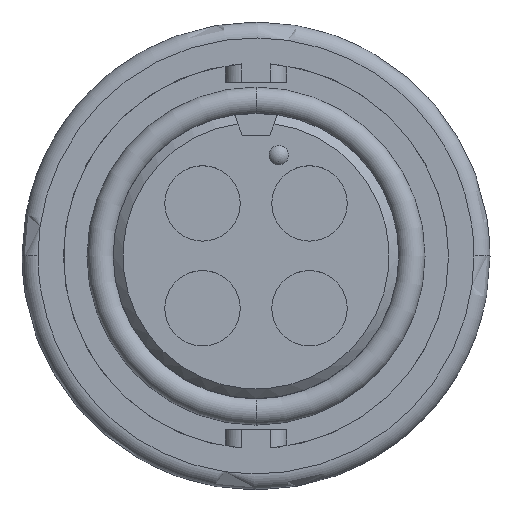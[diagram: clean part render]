
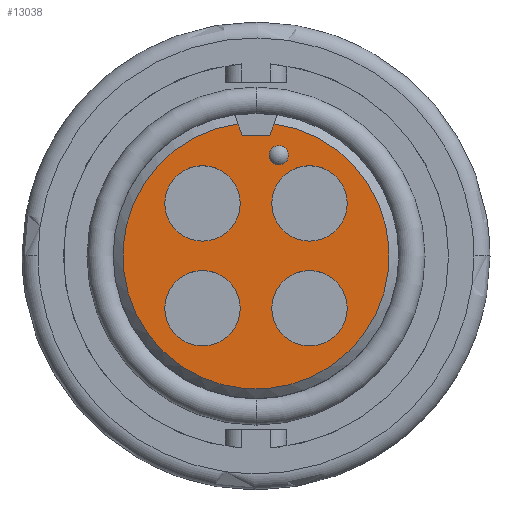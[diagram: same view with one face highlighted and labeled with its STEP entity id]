
A CAD part, top view. The second image highlights one B-rep face of the part: STEP entity #13038.
In plain terms, the highlighted planar face has unit normal (0, 0, 1).
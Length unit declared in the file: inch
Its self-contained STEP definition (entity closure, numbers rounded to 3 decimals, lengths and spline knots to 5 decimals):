
#41 = AXIS2_PLACEMENT_3D ( 'NONE', #2037, #2035, #2015 ) ;
#132 = VERTEX_POINT ( 'NONE', #12703 ) ;
#166 = ORIENTED_EDGE ( 'NONE', *, *, #8168, .F. ) ;
#308 = CARTESIAN_POINT ( 'NONE',  ( 0.02437, 0.18818, 0. ) ) ;
#381 = EDGE_LOOP ( 'NONE', ( #13421, #10106 ) ) ;
#392 = EDGE_CURVE ( 'NONE', #8264, #7132, #2967, .T. ) ;
#409 = CIRCLE ( 'NONE', #3821, 0.0705 ) ;
#411 = ORIENTED_EDGE ( 'NONE', *, *, #13750, .F. ) ;
#545 = EDGE_CURVE ( 'NONE', #8264, #10286, #5499, .T. ) ;
#642 = ORIENTED_EDGE ( 'NONE', *, *, #545, .T. ) ;
#662 = CARTESIAN_POINT ( 'NONE',  ( 0.1705, 0.098, 0. ) ) ;
#764 = CARTESIAN_POINT ( 'NONE',  ( 0.02581, 0.225, 0. ) ) ;
#836 = VERTEX_POINT ( 'NONE', #5739 ) ;
#948 = CIRCLE ( 'NONE', #10767, 0.0705 ) ;
#1021 = CIRCLE ( 'NONE', #9349, 0.0705 ) ;
#1156 = ORIENTED_EDGE ( 'NONE', *, *, #6401, .F. ) ;
#1240 = CARTESIAN_POINT ( 'NONE',  ( 0.03371, 0.24671, 0. ) ) ;
#1299 = CARTESIAN_POINT ( 'NONE',  ( 0.1, -0.098, 0. ) ) ;
#1392 = VERTEX_POINT ( 'NONE', #11313 ) ;
#1694 = EDGE_CURVE ( 'NONE', #2202, #12642, #5153, .T. ) ;
#1844 = EDGE_CURVE ( 'NONE', #5669, #10286, #7022, .T. ) ;
#1850 = VERTEX_POINT ( 'NONE', #2532 ) ;
#2015 = DIRECTION ( 'NONE',  ( -1., 0., 0. ) ) ;
#2035 = DIRECTION ( 'NONE',  ( 0., 0., 1. ) ) ;
#2037 = CARTESIAN_POINT ( 'NONE',  ( 0.1, -0.098, 0. ) ) ;
#2046 = AXIS2_PLACEMENT_3D ( 'NONE', #6138, #6118, #6108 ) ;
#2202 = VERTEX_POINT ( 'NONE', #13261 ) ;
#2206 = DIRECTION ( 'NONE',  ( 0., 0., 1. ) ) ;
#2221 = DIRECTION ( 'NONE',  ( -1., 0., 0. ) ) ;
#2395 = DIRECTION ( 'NONE',  ( -1., 0., 0. ) ) ;
#2406 = DIRECTION ( 'NONE',  ( 1., 0., 0. ) ) ;
#2410 = EDGE_CURVE ( 'NONE', #1850, #13299, #409, .T. ) ;
#2432 = AXIS2_PLACEMENT_3D ( 'NONE', #4967, #4950, #4935 ) ;
#2469 = CARTESIAN_POINT ( 'NONE',  ( 0., 0.225, 0. ) ) ;
#2532 = CARTESIAN_POINT ( 'NONE',  ( -0.0295, -0.098, 0. ) ) ;
#2533 = CARTESIAN_POINT ( 'NONE',  ( -0.1, -0.098, 0. ) ) ;
#2560 = VECTOR ( 'NONE', #11903, 39.37008 ) ;
#2582 = DIRECTION ( 'NONE',  ( 0., 0., -1. ) ) ;
#2758 = CARTESIAN_POINT ( 'NONE',  ( -0.02581, 0.225, 0. ) ) ;
#2850 = ORIENTED_EDGE ( 'NONE', *, *, #392, .F. ) ;
#2920 = EDGE_LOOP ( 'NONE', ( #6537, #10967 ) ) ;
#2967 = CIRCLE ( 'NONE', #7409, 0.249 ) ;
#3618 = DIRECTION ( 'NONE',  ( 0., 0., -1. ) ) ;
#3821 = AXIS2_PLACEMENT_3D ( 'NONE', #2533, #2206, #2221 ) ;
#4051 = EDGE_CURVE ( 'NONE', #8311, #1392, #13129, .T. ) ;
#4093 = DIRECTION ( 'NONE',  ( -0.342, -0.94, 0. ) ) ;
#4307 = ORIENTED_EDGE ( 'NONE', *, *, #1844, .F. ) ;
#4355 = FACE_BOUND ( 'NONE', #8236, .T. ) ;
#4630 = AXIS2_PLACEMENT_3D ( 'NONE', #6816, #3618, #11224 ) ;
#4935 = DIRECTION ( 'NONE',  ( -1., 0., 0. ) ) ;
#4945 = DIRECTION ( 'NONE',  ( -1., 0., 0. ) ) ;
#4950 = DIRECTION ( 'NONE',  ( 0., 0., 1. ) ) ;
#4961 = DIRECTION ( 'NONE',  ( 0., 0., 1. ) ) ;
#4967 = CARTESIAN_POINT ( 'NONE',  ( 0.04246, 0.18818, 0. ) ) ;
#4978 = CARTESIAN_POINT ( 'NONE',  ( 0.1, 0.098, 0. ) ) ;
#5153 = CIRCLE ( 'NONE', #2432, 0.01809 ) ;
#5230 = CARTESIAN_POINT ( 'NONE',  ( 0.02581, 0.225, 0. ) ) ;
#5499 = LINE ( 'NONE', #764, #13172 ) ;
#5669 = VERTEX_POINT ( 'NONE', #2758 ) ;
#5671 = ORIENTED_EDGE ( 'NONE', *, *, #10222, .F. ) ;
#5739 = CARTESIAN_POINT ( 'NONE',  ( 0.0295, -0.098, 0. ) ) ;
#5786 = CIRCLE ( 'NONE', #10228, 0.0705 ) ;
#6108 = DIRECTION ( 'NONE',  ( -1., 0., 0. ) ) ;
#6118 = DIRECTION ( 'NONE',  ( 0., 0., 1. ) ) ;
#6138 = CARTESIAN_POINT ( 'NONE',  ( -0.1, 0.098, 0. ) ) ;
#6184 = DIRECTION ( 'NONE',  ( -1., 0., 0. ) ) ;
#6210 = DIRECTION ( 'NONE',  ( 0., 0., 1. ) ) ;
#6216 = CARTESIAN_POINT ( 'NONE',  ( 0.04246, 0.18818, 0. ) ) ;
#6383 = DIRECTION ( 'NONE',  ( -1., 0., 0. ) ) ;
#6399 = DIRECTION ( 'NONE',  ( 0., 0., 1. ) ) ;
#6401 = EDGE_CURVE ( 'NONE', #9963, #13744, #5786, .T. ) ;
#6416 = CARTESIAN_POINT ( 'NONE',  ( -0.1, -0.098, 0. ) ) ;
#6436 = ORIENTED_EDGE ( 'NONE', *, *, #7675, .F. ) ;
#6535 = DIRECTION ( 'NONE',  ( -1., 0., 0. ) ) ;
#6537 = ORIENTED_EDGE ( 'NONE', *, *, #7607, .F. ) ;
#6564 = DIRECTION ( 'NONE',  ( 0., 0., 1. ) ) ;
#6579 = CARTESIAN_POINT ( 'NONE',  ( -0.1, 0.098, 0. ) ) ;
#6680 = VECTOR ( 'NONE', #2406, 39.37008 ) ;
#6800 = AXIS2_PLACEMENT_3D ( 'NONE', #8468, #13829, #13190 ) ;
#6816 = CARTESIAN_POINT ( 'NONE',  ( 0., 0., 0. ) ) ;
#6893 = FACE_BOUND ( 'NONE', #12764, .T. ) ;
#7008 = EDGE_CURVE ( 'NONE', #5669, #7132, #8024, .T. ) ;
#7022 = LINE ( 'NONE', #2469, #6680 ) ;
#7132 = VERTEX_POINT ( 'NONE', #10722 ) ;
#7409 = AXIS2_PLACEMENT_3D ( 'NONE', #9116, #2582, #10203 ) ;
#7607 = EDGE_CURVE ( 'NONE', #13299, #1850, #7851, .T. ) ;
#7675 = EDGE_CURVE ( 'NONE', #13744, #9963, #10386, .T. ) ;
#7797 = EDGE_CURVE ( 'NONE', #1392, #8311, #1021, .T. ) ;
#7851 = CIRCLE ( 'NONE', #12489, 0.0705 ) ;
#8013 = CIRCLE ( 'NONE', #41, 0.0705 ) ;
#8024 = LINE ( 'NONE', #11954, #2560 ) ;
#8069 = EDGE_LOOP ( 'NONE', ( #411, #166 ) ) ;
#8111 = CARTESIAN_POINT ( 'NONE',  ( -0.1705, 0.098, 0. ) ) ;
#8168 = EDGE_CURVE ( 'NONE', #132, #836, #8013, .T. ) ;
#8236 = EDGE_LOOP ( 'NONE', ( #1156, #6436 ) ) ;
#8264 = VERTEX_POINT ( 'NONE', #1240 ) ;
#8311 = VERTEX_POINT ( 'NONE', #662 ) ;
#8468 = CARTESIAN_POINT ( 'NONE',  ( 0.1, 0.098, 0. ) ) ;
#8487 = CARTESIAN_POINT ( 'NONE',  ( -0.1705, -0.098, 0. ) ) ;
#8758 = CARTESIAN_POINT ( 'NONE',  ( -0.0295, 0.098, 0. ) ) ;
#8911 = DIRECTION ( 'NONE',  ( 0., 0., 1. ) ) ;
#9003 = CIRCLE ( 'NONE', #13697, 0.01809 ) ;
#9116 = CARTESIAN_POINT ( 'NONE',  ( 0., 0., 0. ) ) ;
#9349 = AXIS2_PLACEMENT_3D ( 'NONE', #4978, #4961, #4945 ) ;
#9796 = FACE_BOUND ( 'NONE', #381, .T. ) ;
#9963 = VERTEX_POINT ( 'NONE', #8111 ) ;
#10106 = ORIENTED_EDGE ( 'NONE', *, *, #4051, .F. ) ;
#10132 = PLANE ( 'NONE',  #4630 ) ;
#10159 = FACE_OUTER_BOUND ( 'NONE', #11032, .T. ) ;
#10203 = DIRECTION ( 'NONE',  ( 0., 1., 0. ) ) ;
#10222 = EDGE_CURVE ( 'NONE', #12642, #2202, #9003, .T. ) ;
#10228 = AXIS2_PLACEMENT_3D ( 'NONE', #6579, #6564, #6535 ) ;
#10286 = VERTEX_POINT ( 'NONE', #5230 ) ;
#10386 = CIRCLE ( 'NONE', #2046, 0.0705 ) ;
#10722 = CARTESIAN_POINT ( 'NONE',  ( -0.03371, 0.24671, 0. ) ) ;
#10767 = AXIS2_PLACEMENT_3D ( 'NONE', #1299, #8911, #2395 ) ;
#10821 = ORIENTED_EDGE ( 'NONE', *, *, #7008, .T. ) ;
#10967 = ORIENTED_EDGE ( 'NONE', *, *, #2410, .F. ) ;
#11032 = EDGE_LOOP ( 'NONE', ( #2850, #642, #4307, #10821 ) ) ;
#11224 = DIRECTION ( 'NONE',  ( -1., 0., 0. ) ) ;
#11313 = CARTESIAN_POINT ( 'NONE',  ( 0.0295, 0.098, 0. ) ) ;
#11903 = DIRECTION ( 'NONE',  ( -0.342, 0.94, 0. ) ) ;
#11954 = CARTESIAN_POINT ( 'NONE',  ( -0.02581, 0.225, 0. ) ) ;
#12489 = AXIS2_PLACEMENT_3D ( 'NONE', #6416, #6399, #6383 ) ;
#12642 = VERTEX_POINT ( 'NONE', #308 ) ;
#12674 = FACE_BOUND ( 'NONE', #8069, .T. ) ;
#12703 = CARTESIAN_POINT ( 'NONE',  ( 0.1705, -0.098, 0. ) ) ;
#12764 = EDGE_LOOP ( 'NONE', ( #5671, #13112 ) ) ;
#13015 = FACE_BOUND ( 'NONE', #2920, .T. ) ;
#13038 = ADVANCED_FACE ( 'NONE', ( #10159, #4355, #13015, #12674, #9796, #6893 ), #10132, .F. ) ;
#13112 = ORIENTED_EDGE ( 'NONE', *, *, #1694, .F. ) ;
#13129 = CIRCLE ( 'NONE', #6800, 0.0705 ) ;
#13172 = VECTOR ( 'NONE', #4093, 39.37008 ) ;
#13190 = DIRECTION ( 'NONE',  ( -1., 0., 0. ) ) ;
#13261 = CARTESIAN_POINT ( 'NONE',  ( 0.06054, 0.18818, 0. ) ) ;
#13299 = VERTEX_POINT ( 'NONE', #8487 ) ;
#13421 = ORIENTED_EDGE ( 'NONE', *, *, #7797, .F. ) ;
#13697 = AXIS2_PLACEMENT_3D ( 'NONE', #6216, #6210, #6184 ) ;
#13744 = VERTEX_POINT ( 'NONE', #8758 ) ;
#13750 = EDGE_CURVE ( 'NONE', #836, #132, #948, .T. ) ;
#13829 = DIRECTION ( 'NONE',  ( 0., 0., 1. ) ) ;
